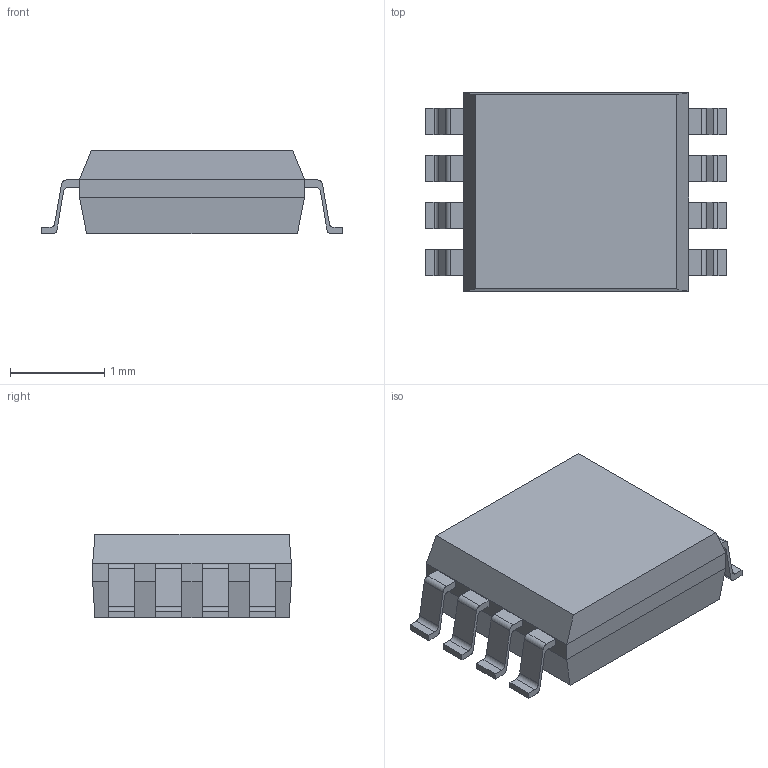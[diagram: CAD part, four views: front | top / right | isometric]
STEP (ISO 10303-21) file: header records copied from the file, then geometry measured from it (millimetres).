
FILE_DESCRIPTION( ( '' ), ' ' );
FILE_NAME( '5a030d25debc840f36ee9a4d.step', '2017-11-08T13:56:53', ( '' ), ( '' ), ' ', ' ', ' ' );
FILE_SCHEMA( ( 'AUTOMOTIVE_DESIGN { 1 0 10303 214 1 1 1 1 }' ) );
Length unit declared in the file: metre
Products named in the file (1): Open CASCADE STEP translator 6.8 1
Bounding box: 3.2 x 2.11 x 0.89 mm (x, y, z)
Volume: 4.4 mm3; surface area: 21.2 mm2
Topology: 1 solids, 1 shells, 118 faces, 316 edges, 208 vertices
Faces by surface type: plane 86, cylinder 32
Entity records: 6193 total; most frequent: CARTESIAN_POINT 778, ORIENTED_EDGE 632, DIRECTION 547, STYLED_ITEM 434, PRESENTATION_STYLE_ASSIGNMENT 434, COLOUR_RGB 434, EDGE_CURVE 316, CURVE_STYLE 316
